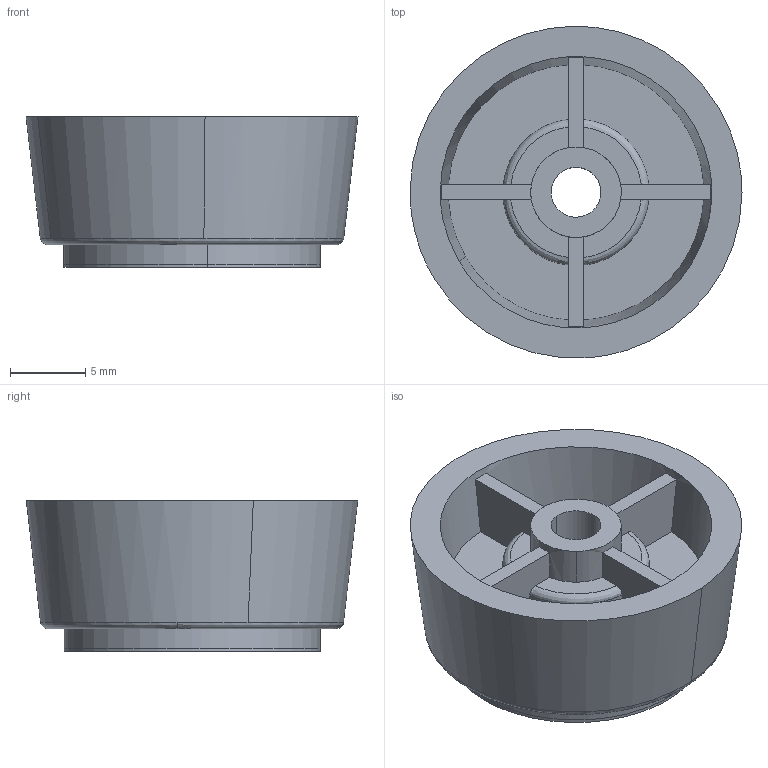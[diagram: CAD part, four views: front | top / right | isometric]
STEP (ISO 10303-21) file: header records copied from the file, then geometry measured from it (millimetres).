
FILE_DESCRIPTION((''),'2;1');
FILE_NAME('','2005-12-14T16:22:50',(''),(''),'','CADfix','');
FILE_SCHEMA(('AUTOMOTIVE_DESIGN'));
Length unit declared in the file: millimetre
Products named in the file (4): foot; cushion; coat; TM_201_3_32561_36
Assembly tree (3 placements, depth 2):
  TM_201_3_32561_36
    foot
    cushion
    coat
Bounding box: 22 x 21.96 x 10 mm (x, y, z)
Volume: 2253.2 mm3; surface area: 2893.5 mm2
Topology: 3 solids, 3 shells, 59 faces, 188 edges, 138 vertices
Faces by surface type: bspline 59
Entity records: 2457 total; most frequent: CARTESIAN_POINT 1348, ORIENTED_EDGE 376, EDGE_CURVE 188, VERTEX_POINT 138, EDGE_LOOP 68, QUASI_UNIFORM_CURVE 60, FACE_OUTER_BOUND 59, ADVANCED_FACE 59
